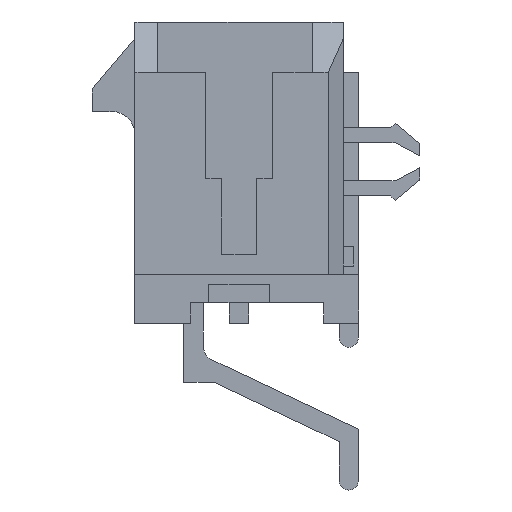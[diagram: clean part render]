
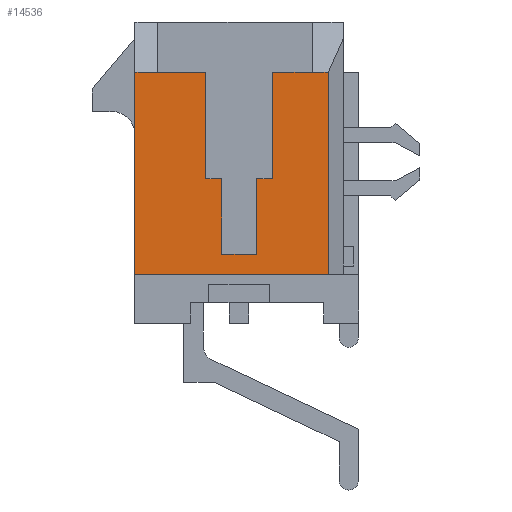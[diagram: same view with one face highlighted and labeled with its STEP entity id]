
A CAD part, left-side view. The second image highlights one B-rep face of the part: STEP entity #14536.
In plain terms, the highlighted planar face has unit normal (-1, 0, 0).
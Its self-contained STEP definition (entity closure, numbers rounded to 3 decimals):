
#3722=DIRECTION('',(0.,0.,-1.));
#3723=VECTOR('',#3722,3.5);
#3724=CARTESIAN_POINT('',(-16.825,-1.1,3.305));
#3725=LINE('',#3724,#3723);
#3726=DIRECTION('',(0.,1.,0.));
#3727=VECTOR('',#3726,1.31);
#3728=CARTESIAN_POINT('',(-16.825,-2.41,3.305));
#3729=LINE('',#3728,#3727);
#3730=DIRECTION('',(0.,-1.,0.));
#3731=VECTOR('',#3730,0.52);
#3732=CARTESIAN_POINT('',(-16.825,-2.41,3.305));
#3733=LINE('',#3732,#3731);
#3734=DIRECTION('',(0.,0.,-1.));
#3735=VECTOR('',#3734,6.66);
#3736=CARTESIAN_POINT('',(-16.825,-2.93,3.305));
#3737=LINE('',#3736,#3735);
#3738=DIRECTION('',(0.,1.,0.));
#3739=VECTOR('',#3738,6.36);
#3740=CARTESIAN_POINT('',(-16.825,-2.93,-3.355));
#3741=LINE('',#3740,#3739);
#3742=DIRECTION('',(0.,0.,1.));
#3743=VECTOR('',#3742,6.66);
#3744=CARTESIAN_POINT('',(-16.825,3.43,-3.355));
#3745=LINE('',#3744,#3743);
#3746=DIRECTION('',(0.,-1.,0.));
#3747=VECTOR('',#3746,0.75);
#3748=CARTESIAN_POINT('',(-16.825,3.43,3.305));
#3749=LINE('',#3748,#3747);
#3750=DIRECTION('',(0.,1.,0.));
#3751=VECTOR('',#3750,1.58);
#3752=CARTESIAN_POINT('',(-16.825,1.1,3.305));
#3753=LINE('',#3752,#3751);
#3754=DIRECTION('',(0.,0.,-1.));
#3755=VECTOR('',#3754,3.5);
#3756=CARTESIAN_POINT('',(-16.825,1.1,3.305));
#3757=LINE('',#3756,#3755);
#3758=DIRECTION('',(0.,1.,0.));
#3759=VECTOR('',#3758,0.525);
#3760=CARTESIAN_POINT('',(-16.825,0.575,-0.195));
#3761=LINE('',#3760,#3759);
#3762=DIRECTION('',(0.,0.,1.));
#3763=VECTOR('',#3762,2.5);
#3764=CARTESIAN_POINT('',(-16.825,0.575,-2.695));
#3765=LINE('',#3764,#3763);
#3766=DIRECTION('',(0.,1.,0.));
#3767=VECTOR('',#3766,1.15);
#3768=CARTESIAN_POINT('',(-16.825,-0.575,-2.695));
#3769=LINE('',#3768,#3767);
#3770=DIRECTION('',(0.,0.,-1.));
#3771=VECTOR('',#3770,2.5);
#3772=CARTESIAN_POINT('',(-16.825,-0.575,-0.195));
#3773=LINE('',#3772,#3771);
#3774=DIRECTION('',(0.,1.,0.));
#3775=VECTOR('',#3774,0.525);
#3776=CARTESIAN_POINT('',(-16.825,-1.1,-0.195));
#3777=LINE('',#3776,#3775);
#8136=CARTESIAN_POINT('',(-16.825,3.43,3.305));
#8138=VERTEX_POINT('',#8136);
#8187=CARTESIAN_POINT('',(-16.825,2.68,3.305));
#8188=VERTEX_POINT('',#8187);
#8189=CARTESIAN_POINT('',(-16.825,-2.41,3.305));
#8190=VERTEX_POINT('',#8189);
#8309=CARTESIAN_POINT('',(-16.825,-1.1,3.305));
#8310=CARTESIAN_POINT('',(-16.825,-1.1,-0.195));
#8311=VERTEX_POINT('',#8309);
#8312=VERTEX_POINT('',#8310);
#8313=CARTESIAN_POINT('',(-16.825,-0.575,-0.195));
#8314=VERTEX_POINT('',#8313);
#8315=CARTESIAN_POINT('',(-16.825,-0.575,-2.695));
#8316=VERTEX_POINT('',#8315);
#8317=CARTESIAN_POINT('',(-16.825,0.575,-2.695));
#8318=VERTEX_POINT('',#8317);
#8319=CARTESIAN_POINT('',(-16.825,0.575,-0.195));
#8320=VERTEX_POINT('',#8319);
#8321=CARTESIAN_POINT('',(-16.825,1.1,-0.195));
#8322=VERTEX_POINT('',#8321);
#8323=CARTESIAN_POINT('',(-16.825,1.1,3.305));
#8324=VERTEX_POINT('',#8323);
#9577=CARTESIAN_POINT('',(-16.825,3.43,-3.355));
#9578=VERTEX_POINT('',#9577);
#9583=CARTESIAN_POINT('',(-16.825,-2.93,3.305));
#9584=VERTEX_POINT('',#9583);
#9585=CARTESIAN_POINT('',(-16.825,-2.93,-3.355));
#9586=VERTEX_POINT('',#9585);
#14506=CARTESIAN_POINT('',(-16.825,0.,0.));
#14507=DIRECTION('',(1.,0.,0.));
#14508=DIRECTION('',(0.,0.,-1.));
#14509=AXIS2_PLACEMENT_3D('',#14506,#14507,#14508);
#14510=PLANE('',#14509);
#14512=ORIENTED_EDGE('',*,*,#14511,.F.);
#14514=ORIENTED_EDGE('',*,*,#14513,.F.);
#14516=ORIENTED_EDGE('',*,*,#14515,.T.);
#14517=ORIENTED_EDGE('',*,*,#11336,.T.);
#14518=ORIENTED_EDGE('',*,*,#11383,.T.);
#14520=ORIENTED_EDGE('',*,*,#14519,.T.);
#14522=ORIENTED_EDGE('',*,*,#14521,.T.);
#14524=ORIENTED_EDGE('',*,*,#14523,.F.);
#14526=ORIENTED_EDGE('',*,*,#14525,.T.);
#14528=ORIENTED_EDGE('',*,*,#14527,.F.);
#14529=ORIENTED_EDGE('',*,*,#14499,.F.);
#14530=ORIENTED_EDGE('',*,*,#14385,.F.);
#14531=ORIENTED_EDGE('',*,*,#14456,.F.);
#14533=ORIENTED_EDGE('',*,*,#14532,.F.);
#14534=EDGE_LOOP('',(#14512,#14514,#14516,#14517,#14518,#14520,#14522,#14524,
#14526,#14528,#14529,#14530,#14531,#14533));
#14535=FACE_OUTER_BOUND('',#14534,.F.);
#14536=ADVANCED_FACE('',(#14535),#14510,.F.);
#11336=EDGE_CURVE('',#9584,#9586,#3737,.T.);
#11383=EDGE_CURVE('',#9586,#9578,#3741,.T.);
#14385=EDGE_CURVE('',#8316,#8318,#3769,.T.);
#14456=EDGE_CURVE('',#8314,#8316,#3773,.T.);
#14499=EDGE_CURVE('',#8318,#8320,#3765,.T.);
#14511=EDGE_CURVE('',#8311,#8312,#3725,.T.);
#14513=EDGE_CURVE('',#8190,#8311,#3729,.T.);
#14515=EDGE_CURVE('',#8190,#9584,#3733,.T.);
#14519=EDGE_CURVE('',#9578,#8138,#3745,.T.);
#14521=EDGE_CURVE('',#8138,#8188,#3749,.T.);
#14523=EDGE_CURVE('',#8324,#8188,#3753,.T.);
#14525=EDGE_CURVE('',#8324,#8322,#3757,.T.);
#14527=EDGE_CURVE('',#8320,#8322,#3761,.T.);
#14532=EDGE_CURVE('',#8312,#8314,#3777,.T.);
